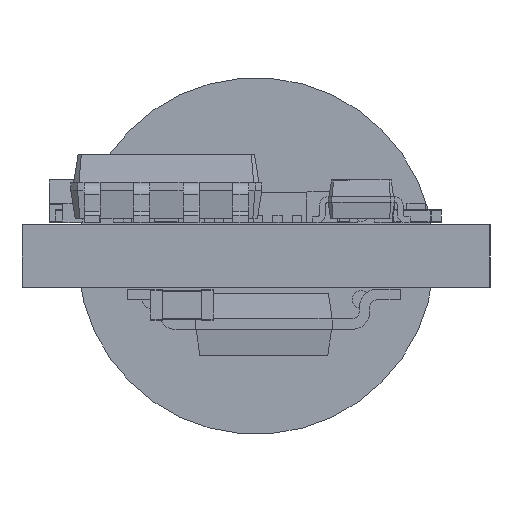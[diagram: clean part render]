
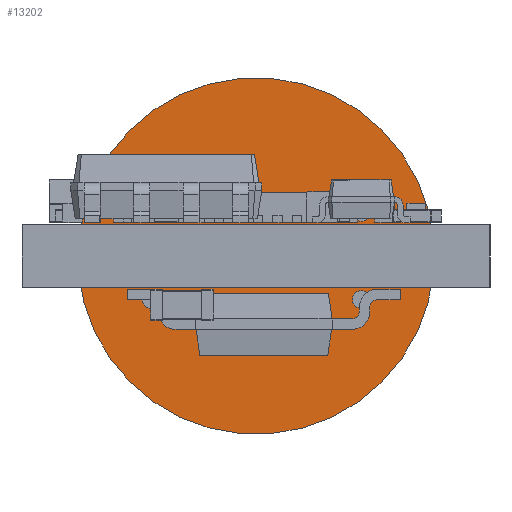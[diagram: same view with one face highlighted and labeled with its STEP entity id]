
A CAD part, left-side view. The second image highlights one B-rep face of the part: STEP entity #13202.
In plain terms, the highlighted face is planar.
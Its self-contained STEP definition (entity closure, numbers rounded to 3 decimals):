
#13057 = EDGE_CURVE('',#13058,#13060,#13062,.T.);
#13058 = VERTEX_POINT('',#13059);
#13059 = CARTESIAN_POINT('',(-0.405,-4.552,0.));
#13060 = VERTEX_POINT('',#13061);
#13061 = CARTESIAN_POINT('',(-0.405,-5.46,0.));
#13062 = LINE('',#13063,#13064);
#13063 = CARTESIAN_POINT('',(-0.405,-4.552,0.));
#13064 = VECTOR('',#13065,1.);
#13065 = DIRECTION('',(0.,-1.,0.));
#13097 = EDGE_CURVE('',#13060,#13098,#13100,.T.);
#13098 = VERTEX_POINT('',#13099);
#13099 = CARTESIAN_POINT('',(0.405,-5.46,0.));
#13100 = LINE('',#13101,#13102);
#13101 = CARTESIAN_POINT('',(-0.405,-5.46,0.));
#13102 = VECTOR('',#13103,1.);
#13103 = DIRECTION('',(1.,0.,0.));
#13128 = EDGE_CURVE('',#13098,#13129,#13131,.T.);
#13129 = VERTEX_POINT('',#13130);
#13130 = CARTESIAN_POINT('',(0.405,-4.552,0.));
#13131 = LINE('',#13132,#13133);
#13132 = CARTESIAN_POINT('',(0.405,-5.46,0.));
#13133 = VECTOR('',#13134,1.);
#13134 = DIRECTION('',(0.,1.,0.));
#13159 = EDGE_CURVE('',#13129,#13058,#13160,.T.);
#13160 = CIRCLE('',#13161,4.57);
#13161 = AXIS2_PLACEMENT_3D('',#13162,#13163,#13164);
#13162 = CARTESIAN_POINT('',(0.,0.,0.));
#13163 = DIRECTION('',(0.,0.,1.));
#13164 = DIRECTION('',(1.,0.,-0.));
#13202 = ADVANCED_FACE('',(#13203,#13214,#13225,#13236,#13247),#13253,
  .F.);
#13203 = FACE_BOUND('',#13204,.T.);
#13204 = EDGE_LOOP('',(#13205));
#13205 = ORIENTED_EDGE('',*,*,#13206,.F.);
#13206 = EDGE_CURVE('',#13207,#13207,#13209,.T.);
#13207 = VERTEX_POINT('',#13208);
#13208 = CARTESIAN_POINT('',(1.342,2.698,0.));
#13209 = CIRCLE('',#13210,0.225);
#13210 = AXIS2_PLACEMENT_3D('',#13211,#13212,#13213);
#13211 = CARTESIAN_POINT('',(1.117,2.698,0.));
#13212 = DIRECTION('',(0.,0.,-1.));
#13213 = DIRECTION('',(1.,0.,0.));
#13214 = FACE_BOUND('',#13215,.T.);
#13215 = EDGE_LOOP('',(#13216));
#13216 = ORIENTED_EDGE('',*,*,#13217,.T.);
#13217 = EDGE_CURVE('',#13218,#13218,#13220,.T.);
#13218 = VERTEX_POINT('',#13219);
#13219 = CARTESIAN_POINT('',(0.892,-2.698,0.));
#13220 = CIRCLE('',#13221,0.225);
#13221 = AXIS2_PLACEMENT_3D('',#13222,#13223,#13224);
#13222 = CARTESIAN_POINT('',(1.117,-2.698,0.));
#13223 = DIRECTION('',(0.,0.,1.));
#13224 = DIRECTION('',(-1.,0.,0.));
#13225 = FACE_BOUND('',#13226,.T.);
#13226 = EDGE_LOOP('',(#13227));
#13227 = ORIENTED_EDGE('',*,*,#13228,.T.);
#13228 = EDGE_CURVE('',#13229,#13229,#13231,.T.);
#13229 = VERTEX_POINT('',#13230);
#13230 = CARTESIAN_POINT('',(-0.892,2.698,0.));
#13231 = CIRCLE('',#13232,0.225);
#13232 = AXIS2_PLACEMENT_3D('',#13233,#13234,#13235);
#13233 = CARTESIAN_POINT('',(-1.117,2.698,0.));
#13234 = DIRECTION('',(0.,0.,1.));
#13235 = DIRECTION('',(1.,0.,-0.));
#13236 = FACE_BOUND('',#13237,.T.);
#13237 = EDGE_LOOP('',(#13238));
#13238 = ORIENTED_EDGE('',*,*,#13239,.F.);
#13239 = EDGE_CURVE('',#13240,#13240,#13242,.T.);
#13240 = VERTEX_POINT('',#13241);
#13241 = CARTESIAN_POINT('',(-0.892,-2.698,0.));
#13242 = CIRCLE('',#13243,0.225);
#13243 = AXIS2_PLACEMENT_3D('',#13244,#13245,#13246);
#13244 = CARTESIAN_POINT('',(-1.117,-2.698,0.));
#13245 = DIRECTION('',(0.,0.,-1.));
#13246 = DIRECTION('',(1.,0.,0.));
#13247 = FACE_BOUND('',#13248,.T.);
#13248 = EDGE_LOOP('',(#13249,#13250,#13251,#13252));
#13249 = ORIENTED_EDGE('',*,*,#13057,.F.);
#13250 = ORIENTED_EDGE('',*,*,#13159,.F.);
#13251 = ORIENTED_EDGE('',*,*,#13128,.F.);
#13252 = ORIENTED_EDGE('',*,*,#13097,.F.);
#13253 = PLANE('',#13254);
#13254 = AXIS2_PLACEMENT_3D('',#13255,#13256,#13257);
#13255 = CARTESIAN_POINT('',(0.,0.,0.));
#13256 = DIRECTION('',(0.,0.,1.));
#13257 = DIRECTION('',(1.,0.,-0.));
